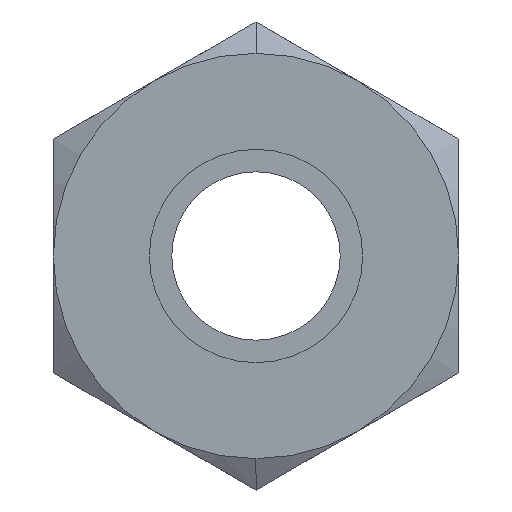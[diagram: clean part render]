
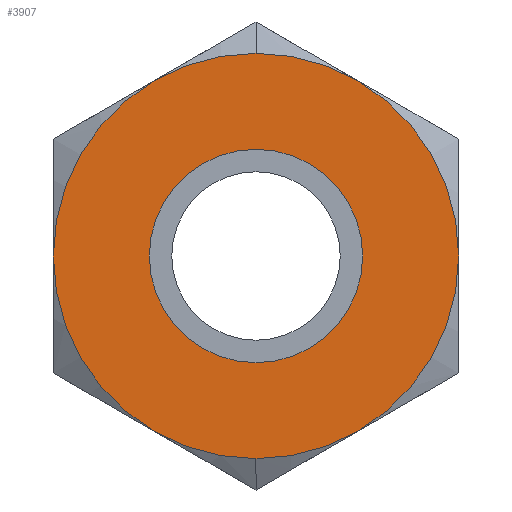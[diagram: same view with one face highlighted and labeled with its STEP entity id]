
A CAD part, left-side view. The second image highlights one B-rep face of the part: STEP entity #3907.
In plain terms, the highlighted planar face has unit normal (-1, 0, 0).
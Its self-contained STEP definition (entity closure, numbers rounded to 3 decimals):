
#158 = CARTESIAN_POINT ( 'NONE',  ( 0., 0., 0. ) ) ;
#247 = DIRECTION ( 'NONE',  ( 1., 0., 0. ) ) ;
#576 = DIRECTION ( 'NONE',  ( 0., 0., 1. ) ) ;
#663 = AXIS2_PLACEMENT_3D ( 'NONE', #4964, #247, #2522 ) ;
#693 = DIRECTION ( 'NONE',  ( 0., 0., -1. ) ) ;
#846 = CARTESIAN_POINT ( 'NONE',  ( 0., 0., 9.5 ) ) ;
#1090 = AXIS2_PLACEMENT_3D ( 'NONE', #3052, #1271, #693 ) ;
#1195 = PLANE ( 'NONE',  #4014 ) ;
#1271 = DIRECTION ( 'NONE',  ( 1., 0., 0. ) ) ;
#1484 = ORIENTED_EDGE ( 'NONE', *, *, #1656, .F. ) ;
#1568 = EDGE_LOOP ( 'NONE', ( #3563, #2744 ) ) ;
#1656 = EDGE_CURVE ( 'NONE', #4122, #4503, #5512, .T. ) ;
#1792 = EDGE_CURVE ( 'NONE', #4503, #4122, #6598, .T. ) ;
#1850 = EDGE_CURVE ( 'NONE', #3677, #3298, #6722, .T. ) ;
#2020 = DIRECTION ( 'NONE',  ( 0., 0., 1. ) ) ;
#2455 = AXIS2_PLACEMENT_3D ( 'NONE', #158, #6634, #6596 ) ;
#2522 = DIRECTION ( 'NONE',  ( 0., 0., 1. ) ) ;
#2744 = ORIENTED_EDGE ( 'NONE', *, *, #7057, .T. ) ;
#2790 = ORIENTED_EDGE ( 'NONE', *, *, #1792, .F. ) ;
#2986 = CARTESIAN_POINT ( 'NONE',  ( 0., 0., -5. ) ) ;
#3052 = CARTESIAN_POINT ( 'NONE',  ( 0., 0., 0. ) ) ;
#3298 = VERTEX_POINT ( 'NONE', #5172 ) ;
#3432 = FACE_BOUND ( 'NONE', #1568, .T. ) ;
#3563 = ORIENTED_EDGE ( 'NONE', *, *, #1850, .T. ) ;
#3677 = VERTEX_POINT ( 'NONE', #2986 ) ;
#3907 = ADVANCED_FACE ( 'NONE', ( #3432, #4157 ), #1195, .T. ) ;
#4014 = AXIS2_PLACEMENT_3D ( 'NONE', #5802, #4197, #576 ) ;
#4122 = VERTEX_POINT ( 'NONE', #846 ) ;
#4157 = FACE_OUTER_BOUND ( 'NONE', #7505, .T. ) ;
#4197 = DIRECTION ( 'NONE',  ( -1., 0., 0. ) ) ;
#4503 = VERTEX_POINT ( 'NONE', #4598 ) ;
#4598 = CARTESIAN_POINT ( 'NONE',  ( 0., 0., -9.5 ) ) ;
#4964 = CARTESIAN_POINT ( 'NONE',  ( 0., 0., 0. ) ) ;
#5172 = CARTESIAN_POINT ( 'NONE',  ( 0., 0., 5. ) ) ;
#5512 = CIRCLE ( 'NONE', #5624, 9.5 ) ;
#5624 = AXIS2_PLACEMENT_3D ( 'NONE', #7328, #7256, #2020 ) ;
#5802 = CARTESIAN_POINT ( 'NONE',  ( 0., 0., 4.75 ) ) ;
#6596 = DIRECTION ( 'NONE',  ( 0., 0., -1. ) ) ;
#6598 = CIRCLE ( 'NONE', #2455, 9.5 ) ;
#6634 = DIRECTION ( 'NONE',  ( 1., 0., 0. ) ) ;
#6722 = CIRCLE ( 'NONE', #1090, 5. ) ;
#6897 = CIRCLE ( 'NONE', #663, 5. ) ;
#7057 = EDGE_CURVE ( 'NONE', #3298, #3677, #6897, .T. ) ;
#7256 = DIRECTION ( 'NONE',  ( 1., 0., 0. ) ) ;
#7328 = CARTESIAN_POINT ( 'NONE',  ( 0., 0., 0. ) ) ;
#7505 = EDGE_LOOP ( 'NONE', ( #1484, #2790 ) ) ;
